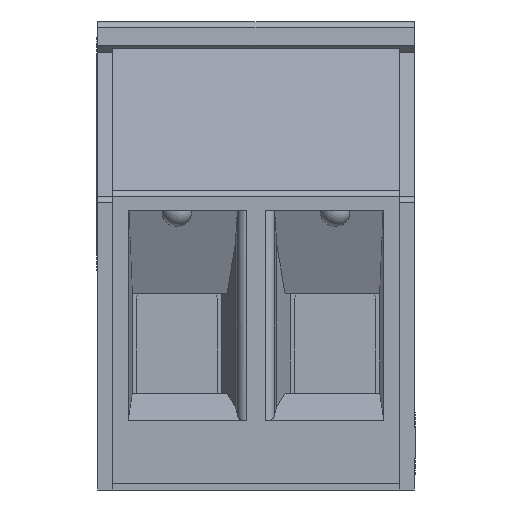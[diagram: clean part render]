
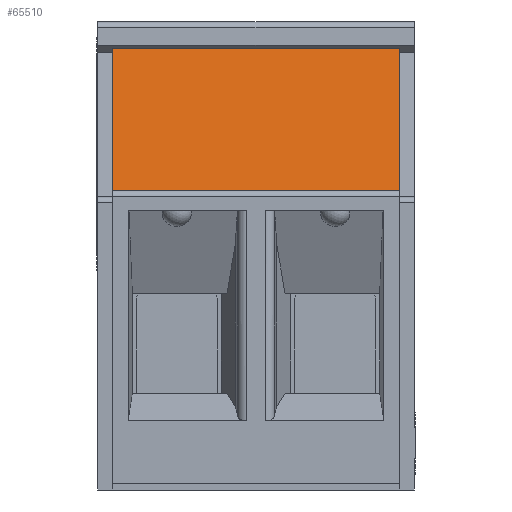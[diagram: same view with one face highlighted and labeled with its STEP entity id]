
A CAD part, front view. The second image highlights one B-rep face of the part: STEP entity #65510.
In plain terms, the highlighted face is planar.
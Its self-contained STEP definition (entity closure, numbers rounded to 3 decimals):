
#65120=CARTESIAN_POINT('',(-17.115,31.374,
66.495));
#65130=DIRECTION('',(0.985,0.174,0.));
#65140=DIRECTION('',(0.174,-0.985,0.));
#65150=AXIS2_PLACEMENT_3D('',#65120,#65130,#65140);
#65160=PLANE('',#65150);
#65170=CARTESIAN_POINT('',(-15.903,24.505,
56.46));
#65180=DIRECTION('',(0.174,-0.985,0.));
#65190=VECTOR('',#65180,1.);
#65200=LINE('',#65170,#65190);
#65210=CARTESIAN_POINT('',(-17.195,31.829,
56.46));
#65220=VERTEX_POINT('',#65210);
#65230=CARTESIAN_POINT('',(-16.392,27.278,
56.46));
#65240=VERTEX_POINT('',#65230);
#65250=EDGE_CURVE('',#65220,#65240,#65200,.T.);
#65260=ORIENTED_EDGE('',*,*,#65250,.T.);
#65270=CARTESIAN_POINT('',(-17.195,31.829,
23.72));
#65280=DIRECTION('',(0.,0.,1.));
#65290=VECTOR('',#65280,1.);
#65300=LINE('',#65270,#65290);
#65310=CARTESIAN_POINT('',(-17.195,31.829,
47.28));
#65320=VERTEX_POINT('',#65310);
#65330=EDGE_CURVE('',#65320,#65220,#65300,.T.);
#65340=ORIENTED_EDGE('',*,*,#65330,.T.);
#65350=CARTESIAN_POINT('',(-15.903,24.505,
47.28));
#65360=DIRECTION('',(0.174,-0.985,0.));
#65370=VECTOR('',#65360,1.);
#65380=LINE('',#65350,#65370);
#65390=CARTESIAN_POINT('',(-16.392,27.278,
47.28));
#65400=VERTEX_POINT('',#65390);
#65410=EDGE_CURVE('',#65320,#65400,#65380,.T.);
#65420=ORIENTED_EDGE('',*,*,#65410,.F.);
#65430=CARTESIAN_POINT('',(-16.392,27.278,
57.565));
#65440=DIRECTION('',(0.,0.,1.));
#65450=VECTOR('',#65440,1.);
#65460=LINE('',#65430,#65450);
#65470=EDGE_CURVE('',#65400,#65240,#65460,.T.);
#65480=ORIENTED_EDGE('',*,*,#65470,.F.);
#65490=EDGE_LOOP('',(#65480,#65420,#65340,#65260));
#65500=FACE_OUTER_BOUND('',#65490,.T.);
#65510=ADVANCED_FACE('',(#65500),#65160,.T.);
